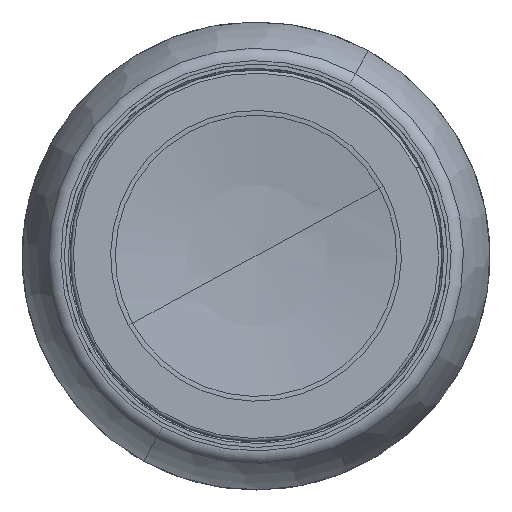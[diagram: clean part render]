
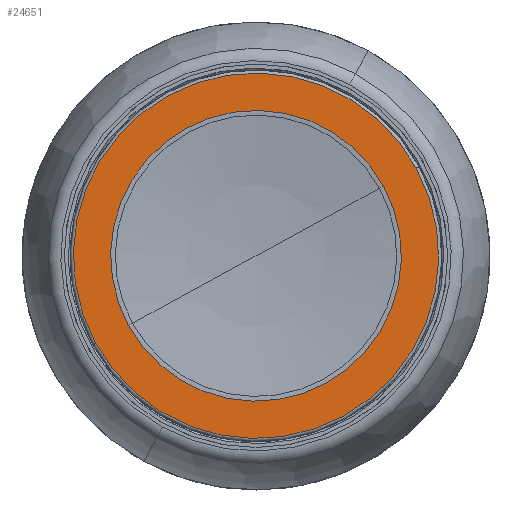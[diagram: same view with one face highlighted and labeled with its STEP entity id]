
A CAD part, top view. The second image highlights one B-rep face of the part: STEP entity #24651.
In plain terms, the highlighted planar face has unit normal (0, 0, 1).
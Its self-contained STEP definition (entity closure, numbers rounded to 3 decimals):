
#23448=AXIS2_PLACEMENT_3D('Circle Axis2P3D',#23446,#23447,$) ;
#23856=AXIS2_PLACEMENT_3D('Circle Axis2P3D',#23854,#23855,$) ;
#24627=AXIS2_PLACEMENT_3D('Plane Axis2P3D',#24624,#24625,#24626) ;
#24635=AXIS2_PLACEMENT_3D('Circle Axis2P3D',#24633,#24634,$) ;
#24644=AXIS2_PLACEMENT_3D('Circle Axis2P3D',#24642,#24643,$) ;
#23436=CARTESIAN_POINT('Vertex',(-10.246,-5.597,2.7)) ;
#23443=CARTESIAN_POINT('Vertex',(10.246,5.597,2.7)) ;
#23446=CARTESIAN_POINT('Axis2P3D Location',(0.,0.,2.7)) ;
#23854=CARTESIAN_POINT('Axis2P3D Location',(0.,0.,2.7)) ;
#24624=CARTESIAN_POINT('Axis2P3D Location',(9.138,0.,2.7)) ;
#24633=CARTESIAN_POINT('Axis2P3D Location',(0.,0.,2.7)) ;
#24637=CARTESIAN_POINT('Vertex',(8.153,4.454,2.7)) ;
#24639=CARTESIAN_POINT('Vertex',(-8.153,-4.454,2.7)) ;
#24642=CARTESIAN_POINT('Axis2P3D Location',(0.,0.,2.7)) ;
#23447=DIRECTION('Axis2P3D Direction',(0.,0.,1.)) ;
#23855=DIRECTION('Axis2P3D Direction',(0.,0.,1.)) ;
#24625=DIRECTION('Axis2P3D Direction',(0.,0.,1.)) ;
#24626=DIRECTION('Axis2P3D XDirection',(1.,0.,0.)) ;
#24634=DIRECTION('Axis2P3D Direction',(0.,0.,1.)) ;
#24643=DIRECTION('Axis2P3D Direction',(0.,0.,1.)) ;
#24630=ORIENTED_EDGE('',*,*,#23450,.T.) ;
#24631=ORIENTED_EDGE('',*,*,#23858,.T.) ;
#24648=ORIENTED_EDGE('',*,*,#24641,.F.) ;
#24649=ORIENTED_EDGE('',*,*,#24646,.F.) ;
#24650=FACE_BOUND('',#24647,.T.) ;
#24651=ADVANCED_FACE('Corps principal ( *SOL1 - wsp *MASTER -  )',(#24632,#24650),#24628,.T.) ;
#23449=CIRCLE('generated circle',#23448,11.675) ;
#23857=CIRCLE('generated circle',#23856,11.675) ;
#24636=CIRCLE('generated circle',#24635,9.29) ;
#24645=CIRCLE('generated circle',#24644,9.29) ;
#23450=EDGE_CURVE('',#23437,#23444,#23449,.T.) ;
#23858=EDGE_CURVE('',#23444,#23437,#23857,.T.) ;
#24641=EDGE_CURVE('',#24638,#24640,#24636,.T.) ;
#24646=EDGE_CURVE('',#24640,#24638,#24645,.T.) ;
#24629=EDGE_LOOP('',(#24630,#24631)) ;
#24647=EDGE_LOOP('',(#24648,#24649)) ;
#24632=FACE_OUTER_BOUND('',#24629,.T.) ;
#24628=PLANE('',#24627) ;
#23437=VERTEX_POINT('',#23436) ;
#23444=VERTEX_POINT('',#23443) ;
#24638=VERTEX_POINT('',#24637) ;
#24640=VERTEX_POINT('',#24639) ;
